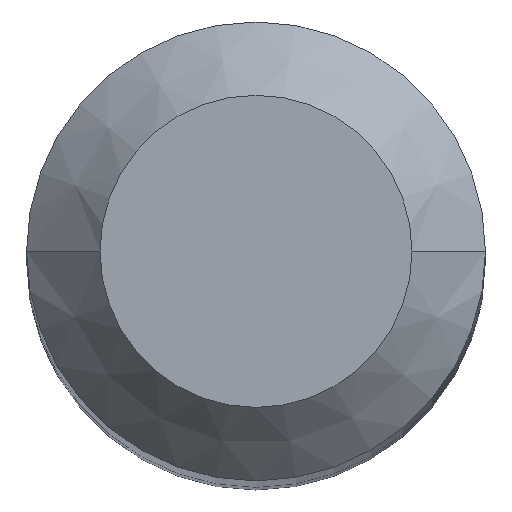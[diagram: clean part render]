
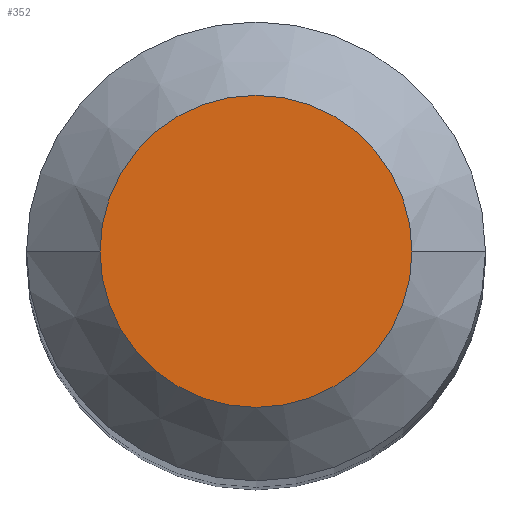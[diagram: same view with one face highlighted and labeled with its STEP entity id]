
A CAD part, top view. The second image highlights one B-rep face of the part: STEP entity #352.
In plain terms, the highlighted planar face has unit normal (0, 0, 1).
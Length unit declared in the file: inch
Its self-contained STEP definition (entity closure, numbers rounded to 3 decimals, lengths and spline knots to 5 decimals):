
#3 = FACE_OUTER_BOUND ( 'NONE', #340, .T. ) ;
#35 = DIRECTION ( 'NONE',  ( 1., 0., 0. ) ) ;
#64 = DIRECTION ( 'NONE',  ( -1., 0., 0. ) ) ;
#72 = DIRECTION ( 'NONE',  ( 0., 0., 1. ) ) ;
#133 = PLANE ( 'NONE',  #183 ) ;
#145 = AXIS2_PLACEMENT_3D ( 'NONE', #222, #225, #195 ) ;
#162 = ORIENTED_EDGE ( 'NONE', *, *, #199, .T. ) ;
#165 = VERTEX_POINT ( 'NONE', #202 ) ;
#172 = CARTESIAN_POINT ( 'NONE',  ( 0., 0., 0. ) ) ;
#183 = AXIS2_PLACEMENT_3D ( 'NONE', #387, #353, #64 ) ;
#195 = DIRECTION ( 'NONE',  ( 1., 0., 0. ) ) ;
#199 = EDGE_CURVE ( 'NONE', #165, #372, #254, .T. ) ;
#202 = CARTESIAN_POINT ( 'NONE',  ( 0.0425, 0., 0. ) ) ;
#222 = CARTESIAN_POINT ( 'NONE',  ( 0., 0., 0. ) ) ;
#223 = ORIENTED_EDGE ( 'NONE', *, *, #332, .T. ) ;
#225 = DIRECTION ( 'NONE',  ( 0., 0., 1. ) ) ;
#254 = CIRCLE ( 'NONE', #365, 0.0425 ) ;
#268 = CIRCLE ( 'NONE', #145, 0.0425 ) ;
#332 = EDGE_CURVE ( 'NONE', #372, #165, #268, .T. ) ;
#333 = CARTESIAN_POINT ( 'NONE',  ( -0.0425, 0., 0. ) ) ;
#340 = EDGE_LOOP ( 'NONE', ( #223, #162 ) ) ;
#352 = ADVANCED_FACE ( 'NONE', ( #3 ), #133, .F. ) ;
#353 = DIRECTION ( 'NONE',  ( 0., 0., -1. ) ) ;
#365 = AXIS2_PLACEMENT_3D ( 'NONE', #172, #72, #35 ) ;
#372 = VERTEX_POINT ( 'NONE', #333 ) ;
#387 = CARTESIAN_POINT ( 'NONE',  ( 0., 0.0425, 0. ) ) ;
